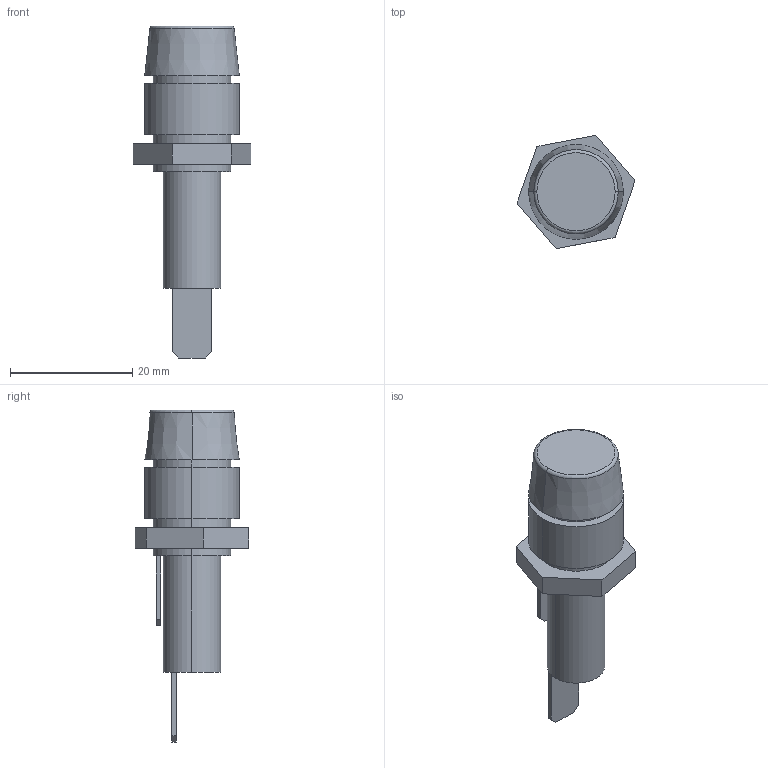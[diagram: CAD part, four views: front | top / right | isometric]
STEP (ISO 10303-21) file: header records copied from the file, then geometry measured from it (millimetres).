
FILE_DESCRIPTION (( 'STEP AP214' ), '1' );
FILE_NAME ('Fuse Holder.step', '2021-02-21T00:26:54', ( '' ), ( '' ), 'SwSTEP 2.0', 'SolidWorks 2021', '' );
FILE_SCHEMA (( 'AUTOMOTIVE_DESIGN' ));
Length unit declared in the file: inch
Products named in the file (1): Fuse Holder
Bounding box: 19.32 x 18.54 x 54.36 mm (x, y, z)
Volume: 5715.4 mm3; surface area: 2723 mm2
Topology: 1 solids, 1 shells, 45 faces, 102 edges, 66 vertices
Faces by surface type: plane 31, cylinder 10, torus 2, cone 2
Entity records: 1456 total; most frequent: DIRECTION 226, CARTESIAN_POINT 214, ORIENTED_EDGE 204, EDGE_CURVE 102, AXIS2_PLACEMENT_3D 78, VECTOR 70, LINE 70, VERTEX_POINT 66
